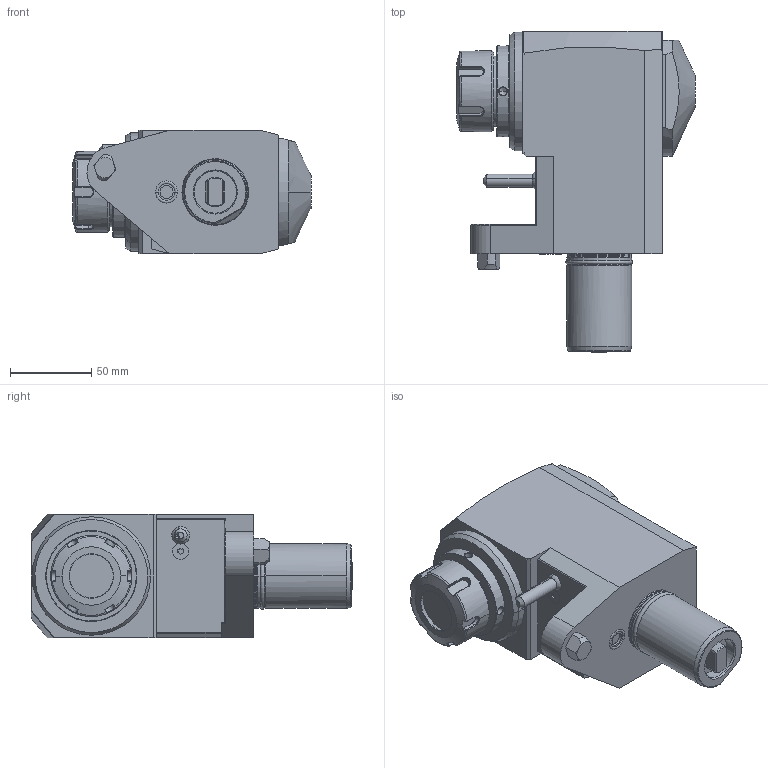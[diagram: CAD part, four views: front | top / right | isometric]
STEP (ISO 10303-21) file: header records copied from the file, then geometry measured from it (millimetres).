
FILE_DESCRIPTION((''),'2;1');
FILE_NAME('NGT1_40_221_32_1_2_100MZ1','2020-02-25T',('vali'),('NOVA GRUP'),'PRO/ENGINEER BY PARAMETRIC TECHNOLOGY CORPORATION, 2010280','PRO/ENGINEER BY PARAMETRIC TECHNOLOGY CORPORATION, 2010280','');
FILE_SCHEMA(('CONFIG_CONTROL_DESIGN'));
Length unit declared in the file: millimetre
Products named in the file (1): NGT1_40_221_32_1_2_100MZ1
Bounding box: 146.6 x 198 x 76 mm (x, y, z)
Volume: 1089869 mm3; surface area: 81973.7 mm2
Topology: 1 solids, 1 shells, 305 faces, 780 edges, 497 vertices
Faces by surface type: plane 138, cylinder 76, cone 44, bspline 28, torus 17, sphere 2
Entity records: 12271 total; most frequent: CARTESIAN_POINT 5270, ORIENTED_EDGE 1560, DIRECTION 1260, EDGE_CURVE 780, VERTEX_POINT 497, AXIS2_PLACEMENT_3D 446, VECTOR 368, LINE 368
